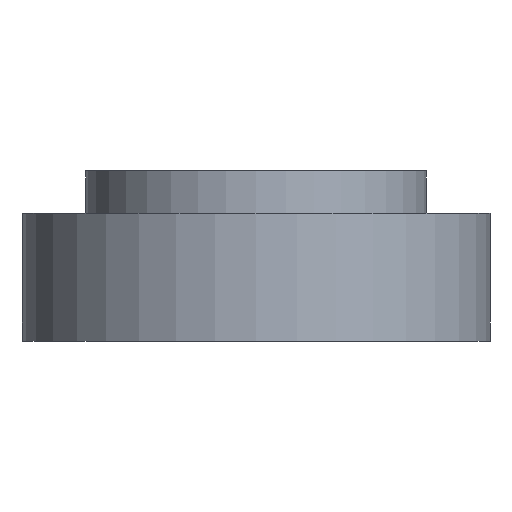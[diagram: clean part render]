
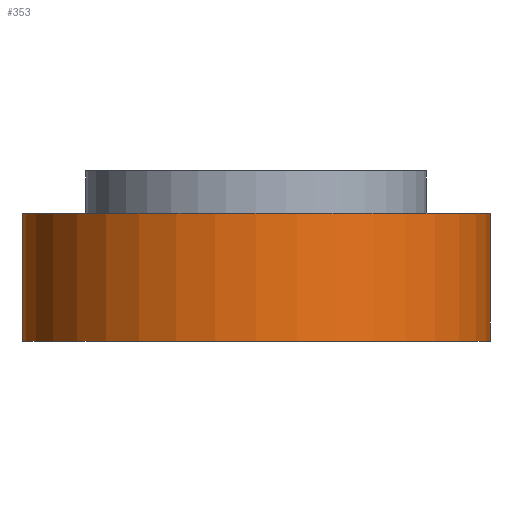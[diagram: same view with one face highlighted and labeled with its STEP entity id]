
A CAD part, left-side view. The second image highlights one B-rep face of the part: STEP entity #353.
In plain terms, the highlighted cylindrical face has radius 5.5 mm (diameter 11 mm), a partial arc.
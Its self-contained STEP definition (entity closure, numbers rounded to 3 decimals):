
#293=CARTESIAN_POINT('',(-11.925,-4.763,3.));
#294=VERTEX_POINT('',#293);
#302=CARTESIAN_POINT('',(-11.925,-4.763,0.0));
#303=VERTEX_POINT('',#302);
#304=CARTESIAN_POINT('',(-11.925,-4.763,0.0));
#305=DIRECTION('',(0.0,0.0,1.0));
#306=VECTOR('',#305,3.);
#307=LINE('',#304,#306);
#308=EDGE_CURVE('',#303,#294,#307,.T.);
#321=CARTESIAN_POINT('',(-14.675,0.0,0.0));
#322=DIRECTION('',(0.0,0.0,1.0));
#323=DIRECTION('',(0.0,-1.0,0.0));
#324=AXIS2_PLACEMENT_3D('',#321,#322,#323);
#325=CYLINDRICAL_SURFACE('',#324,5.5);
#326=CARTESIAN_POINT('',(-14.675,5.5,3.));
#327=VERTEX_POINT('',#326);
#328=CARTESIAN_POINT('',(-14.675,0.0,3.));
#329=DIRECTION('',(0.0,0.0,-1.0));
#330=DIRECTION('',(0.0,-1.0,0.0));
#331=AXIS2_PLACEMENT_3D('',#328,#329,#330);
#332=CIRCLE('',#331,5.5);
#333=EDGE_CURVE('',#294,#327,#332,.T.);
#334=ORIENTED_EDGE('',*,*,#333,.T.);
#335=CARTESIAN_POINT('',(-14.675,5.5,0.0));
#336=VERTEX_POINT('',#335);
#337=CARTESIAN_POINT('',(-14.675,5.5,0.0));
#338=DIRECTION('',(0.0,0.0,1.0));
#339=VECTOR('',#338,3.);
#340=LINE('',#337,#339);
#341=EDGE_CURVE('',#336,#327,#340,.T.);
#342=ORIENTED_EDGE('',*,*,#341,.F.);
#343=CARTESIAN_POINT('',(-14.675,0.0,0.0));
#344=DIRECTION('',(0.0,0.0,-1.0));
#345=DIRECTION('',(0.0,-1.0,0.0));
#346=AXIS2_PLACEMENT_3D('',#343,#344,#345);
#347=CIRCLE('',#346,5.5);
#348=EDGE_CURVE('',#303,#336,#347,.T.);
#349=ORIENTED_EDGE('',*,*,#348,.F.);
#350=ORIENTED_EDGE('',*,*,#308,.T.);
#351=EDGE_LOOP('',(#334,#342,#349,#350));
#352=FACE_OUTER_BOUND('',#351,.T.);
#353=ADVANCED_FACE('',(#352),#325,.T.);
